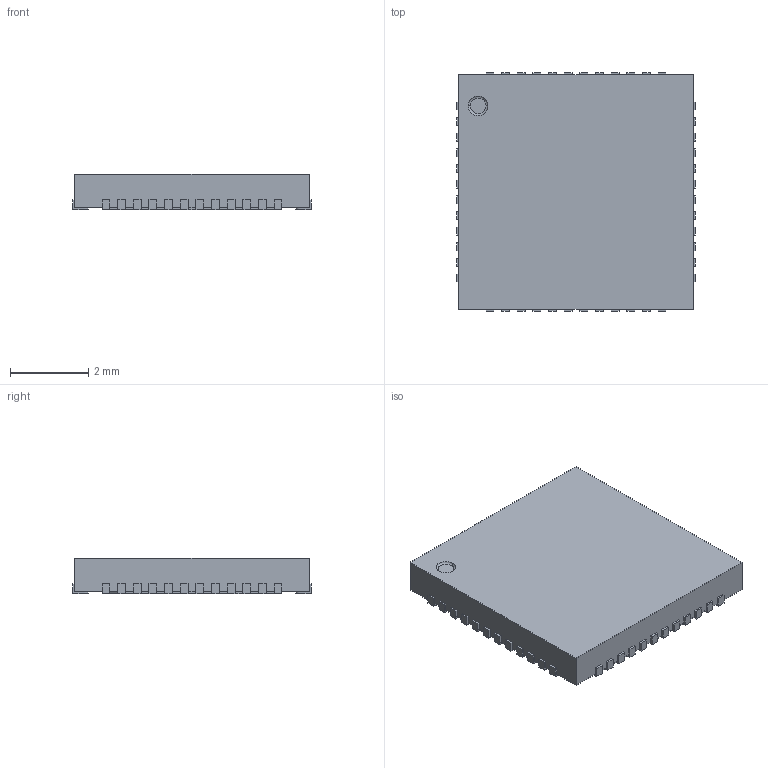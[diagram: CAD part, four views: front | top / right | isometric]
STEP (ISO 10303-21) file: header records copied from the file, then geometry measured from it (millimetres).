
FILE_DESCRIPTION (( 'STEP AP214' ), '1' );
FILE_NAME ( 'Espressif-ESP32_QFN49P40_600X600X90L40X20T430N.STEP', '2021-02-01T21:34:48', ( '' ), ( '' ), 'Part was generated with the free Library Expert Lite available at www.PCBLibraries.com. Removing line will violate the End User License Agreement.', '©2017 PCB Libraries, Inc.', '' );
FILE_SCHEMA (( 'AUTOMOTIVE_DESIGN' ));
Length unit declared in the file: millimetre
Products named in the file (1): Espressif-ESP32_QFN49P40_600X600X90L40X20T430N
Bounding box: 6.1 x 6.1 x 0.9 mm (x, y, z)
Volume: 31.8 mm3; surface area: 144.9 mm2
Topology: 50 solids, 50 shells, 448 faces, 1041 edges, 694 vertices
Faces by surface type: plane 350, cylinder 96, torus 2
Entity records: 14445 total; most frequent: CARTESIAN_POINT 2184, DIRECTION 2137, ORIENTED_EDGE 2082, EDGE_CURVE 1041, VECTOR 843, LINE 843, VERTEX_POINT 694, AXIS2_PLACEMENT_3D 647
